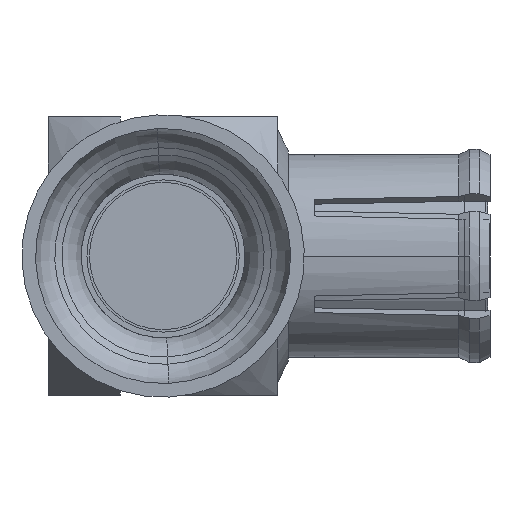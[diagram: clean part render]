
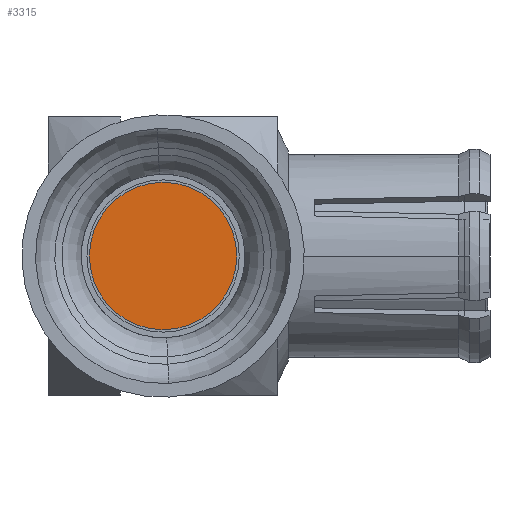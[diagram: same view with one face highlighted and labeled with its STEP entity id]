
A CAD part, left-side view. The second image highlights one B-rep face of the part: STEP entity #3315.
In plain terms, the highlighted planar face has unit normal (-1, 0, 0).
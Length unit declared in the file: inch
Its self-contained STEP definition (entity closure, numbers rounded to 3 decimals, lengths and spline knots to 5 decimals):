
#324 = CARTESIAN_POINT ( 'NONE',  ( -1., 0., 0. ) ) ;
#354 = DIRECTION ( 'NONE',  ( 1., 0., 0. ) ) ;
#712 = DIRECTION ( 'NONE',  ( 0., 0., -1. ) ) ;
#1291 = VERTEX_POINT ( 'NONE', #1558 ) ;
#1444 = EDGE_LOOP ( 'NONE', ( #6021, #3160 ) ) ;
#1558 = CARTESIAN_POINT ( 'NONE',  ( -1., 0., 0.054 ) ) ;
#1576 = CARTESIAN_POINT ( 'NONE',  ( -1., 0., 0. ) ) ;
#1674 = DIRECTION ( 'NONE',  ( 1., 0., 0. ) ) ;
#2085 = EDGE_CURVE ( 'NONE', #1291, #5058, #2218, .T. ) ;
#2185 = CARTESIAN_POINT ( 'NONE',  ( -1., 0., 0. ) ) ;
#2218 = CIRCLE ( 'NONE', #2909, 0.054 ) ;
#2821 = AXIS2_PLACEMENT_3D ( 'NONE', #1576, #1674, #5483 ) ;
#2909 = AXIS2_PLACEMENT_3D ( 'NONE', #324, #354, #4164 ) ;
#3022 = PLANE ( 'NONE',  #2821 ) ;
#3063 = DIRECTION ( 'NONE',  ( 1., 0., 0. ) ) ;
#3160 = ORIENTED_EDGE ( 'NONE', *, *, #4472, .F. ) ;
#3315 = ADVANCED_FACE ( 'Face1', ( #4945 ), #3022, .F. ) ;
#4164 = DIRECTION ( 'NONE',  ( 0., 0., -1. ) ) ;
#4472 = EDGE_CURVE ( 'NONE', #5058, #1291, #5741, .T. ) ;
#4539 = AXIS2_PLACEMENT_3D ( 'NONE', #2185, #3063, #712 ) ;
#4945 = FACE_OUTER_BOUND ( 'NONE', #1444, .T. ) ;
#5058 = VERTEX_POINT ( 'NONE', #5680 ) ;
#5483 = DIRECTION ( 'NONE',  ( 0., 0., -1. ) ) ;
#5680 = CARTESIAN_POINT ( 'NONE',  ( -1., 0., -0.054 ) ) ;
#5741 = CIRCLE ( 'NONE', #4539, 0.054 ) ;
#6021 = ORIENTED_EDGE ( 'NONE', *, *, #2085, .F. ) ;
